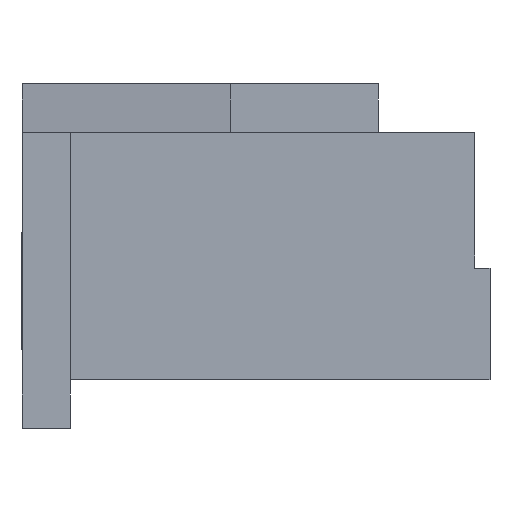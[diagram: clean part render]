
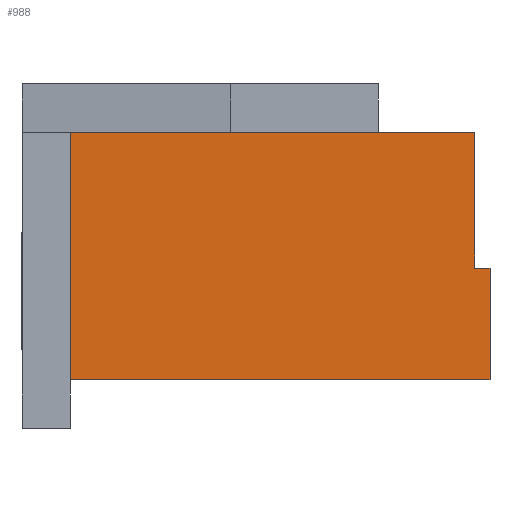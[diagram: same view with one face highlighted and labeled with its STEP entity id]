
A CAD part, left-side view. The second image highlights one B-rep face of the part: STEP entity #988.
In plain terms, the highlighted planar face has unit normal (-1, 0, 0).
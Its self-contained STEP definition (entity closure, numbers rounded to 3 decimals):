
#560 = EDGE_CURVE ( 'NONE', #568, #584, #2176, .T. ) ;
#567 = EDGE_CURVE ( 'NONE', #849, #568, #2222, .T. ) ;
#568 = VERTEX_POINT ( 'NONE', #2218 ) ;
#584 = VERTEX_POINT ( 'NONE', #2153 ) ;
#675 = EDGE_CURVE ( 'NONE', #848, #740, #2457, .T. ) ;
#740 = VERTEX_POINT ( 'NONE', #2426 ) ;
#778 = EDGE_CURVE ( 'NONE', #809, #740, #2381, .T. ) ;
#791 = EDGE_CURVE ( 'NONE', #584, #809, #2366, .T. ) ;
#809 = VERTEX_POINT ( 'NONE', #2632 ) ;
#848 = VERTEX_POINT ( 'NONE', #2718 ) ;
#849 = VERTEX_POINT ( 'NONE', #2717 ) ;
#920 = EDGE_CURVE ( 'NONE', #848, #849, #2671, .T. ) ;
#940 = ORIENTED_EDGE ( 'NONE', *, *, #791, .F. ) ;
#941 = ORIENTED_EDGE ( 'NONE', *, *, #560, .F. ) ;
#942 = ORIENTED_EDGE ( 'NONE', *, *, #567, .F. ) ;
#988 = ADVANCED_FACE ( 'NONE', ( #2840 ), #2839, .F. ) ;
#989 = EDGE_LOOP ( 'NONE', ( #990, #1004, #1005, #940, #941, #942 ) ) ;
#990 = ORIENTED_EDGE ( 'NONE', *, *, #920, .F. ) ;
#1004 = ORIENTED_EDGE ( 'NONE', *, *, #675, .T. ) ;
#1005 = ORIENTED_EDGE ( 'NONE', *, *, #778, .F. ) ;
#2153 = CARTESIAN_POINT ( 'NONE',  ( -7.85, -4.125, 2.65 ) ) ;
#2173 = DIRECTION ( 'NONE',  ( 0., -1., 0. ) ) ;
#2174 = VECTOR ( 'NONE', #2173, 1000. ) ;
#2175 = CARTESIAN_POINT ( 'NONE',  ( -7.85, -3.875, 2.65 ) ) ;
#2176 = LINE ( 'NONE', #2175, #2174 ) ;
#2218 = CARTESIAN_POINT ( 'NONE',  ( -7.85, -3.875, 2.65 ) ) ;
#2219 = DIRECTION ( 'NONE',  ( 0., 0., -1. ) ) ;
#2220 = VECTOR ( 'NONE', #2219, 1000. ) ;
#2221 = CARTESIAN_POINT ( 'NONE',  ( -7.85, -3.875, 4.9 ) ) ;
#2222 = LINE ( 'NONE', #2221, #2220 ) ;
#2363 = DIRECTION ( 'NONE',  ( 0., 0., -1. ) ) ;
#2364 = VECTOR ( 'NONE', #2363, 1000. ) ;
#2365 = CARTESIAN_POINT ( 'NONE',  ( -7.85, -4.125, 2.65 ) ) ;
#2366 = LINE ( 'NONE', #2365, #2364 ) ;
#2378 = DIRECTION ( 'NONE',  ( 0., 1., 0. ) ) ;
#2379 = VECTOR ( 'NONE', #2378, 1000. ) ;
#2380 = CARTESIAN_POINT ( 'NONE',  ( -7.85, -4.125, 0.8 ) ) ;
#2381 = LINE ( 'NONE', #2380, #2379 ) ;
#2421 = DIRECTION ( 'NONE',  ( 0., 0., -1. ) ) ;
#2426 = CARTESIAN_POINT ( 'NONE',  ( -7.85, 2.825, 0.8 ) ) ;
#2455 = VECTOR ( 'NONE', #2421, 1000. ) ;
#2456 = CARTESIAN_POINT ( 'NONE',  ( -7.85, 2.825, 4.9 ) ) ;
#2457 = LINE ( 'NONE', #2456, #2455 ) ;
#2632 = CARTESIAN_POINT ( 'NONE',  ( -7.85, -4.125, 0.8 ) ) ;
#2668 = DIRECTION ( 'NONE',  ( 0., -1., 0. ) ) ;
#2669 = VECTOR ( 'NONE', #2668, 1000. ) ;
#2670 = CARTESIAN_POINT ( 'NONE',  ( -7.85, 3.625, 4.9 ) ) ;
#2671 = LINE ( 'NONE', #2670, #2669 ) ;
#2717 = CARTESIAN_POINT ( 'NONE',  ( -7.85, -3.875, 4.9 ) ) ;
#2718 = CARTESIAN_POINT ( 'NONE',  ( -7.85, 2.825, 4.9 ) ) ;
#2837 = CARTESIAN_POINT ( 'NONE',  ( -7.85, -4.125, 4.9 ) ) ;
#2838 = AXIS2_PLACEMENT_3D ( 'NONE', #2837, #2863, #2862 ) ;
#2839 = PLANE ( 'NONE',  #2838 ) ;
#2840 = FACE_OUTER_BOUND ( 'NONE', #989, .T. ) ;
#2862 = DIRECTION ( 'NONE',  ( 0., 0., -1. ) ) ;
#2863 = DIRECTION ( 'NONE',  ( 1., 0., 0. ) ) ;
